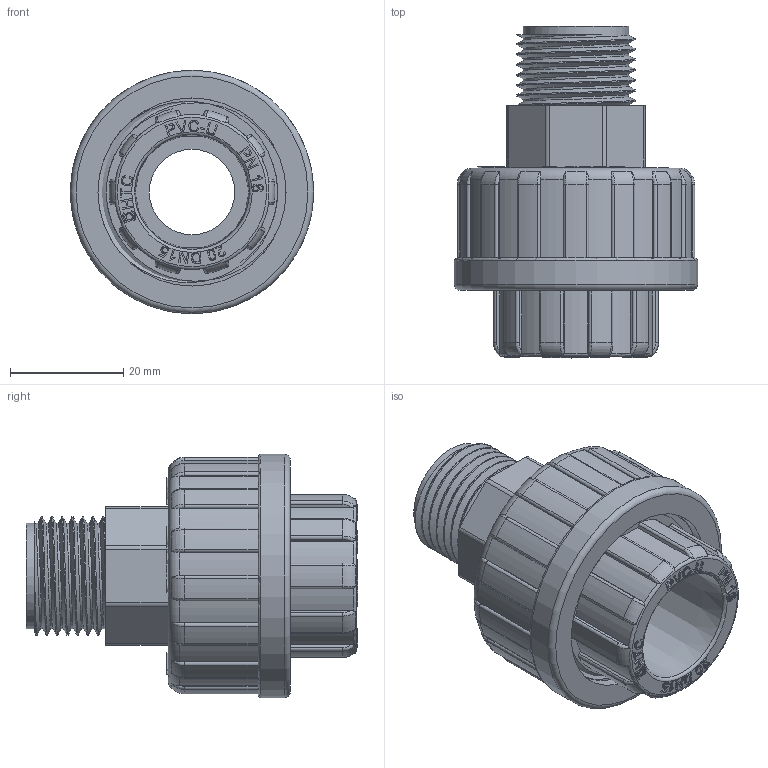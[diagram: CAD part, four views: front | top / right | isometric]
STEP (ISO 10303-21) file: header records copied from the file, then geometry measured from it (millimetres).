
FILE_DESCRIPTION(/* description */ (''),/* implementation_level */ '2;1');
FILE_NAME(/* name */ '20不锈钢外螺纹.stp',/* time_stamp */ '2025-04-28T10:51:34+08:00',/* author */ (''),/* organization */ (''),/* preprocessor_version */ 'ST-DEVELOPER v16',/* originating_system */ 'SIEMENS PLM Software NX 10.0',/* authorisation */ '');
FILE_SCHEMA (('AUTOMOTIVE_DESIGN { 1 0 10303 214 3 1 1 1 }'));
Length unit declared in the file: millimetre
Products named in the file (1): gelv2D688D03eqkp
Bounding box: 43 x 58.65 x 43 mm (x, y, z)
Volume: 31322.8 mm3; surface area: 19654.4 mm2
Topology: 3 solids, 3 shells, 776 faces, 2076 edges, 1349 vertices
Faces by surface type: plane 326, extrusion 209, cylinder 153, bspline 57, torus 30, cone 1
Full cylindrical faces by diameter (mm): 1.104 x1, 1.533 x1, 2.073 x1, 2.792 x1, 15.1 x1, 15.2 x1, 16 x1, 18.6 x1, 18.631 x7, 23.5 x1, 27.2 x1, 27.7 x1, 30 x1, 30.291 x4, 33.249 x7, 43 x1
Entity records: 31310 total; most frequent: CARTESIAN_POINT 14531, ORIENTED_EDGE 3964, DIRECTION 2486, EDGE_CURVE 1982, VERTEX_POINT 1299, B_SPLINE_CURVE_WITH_KNOTS 1222, VECTOR 856, EDGE_LOOP 833
